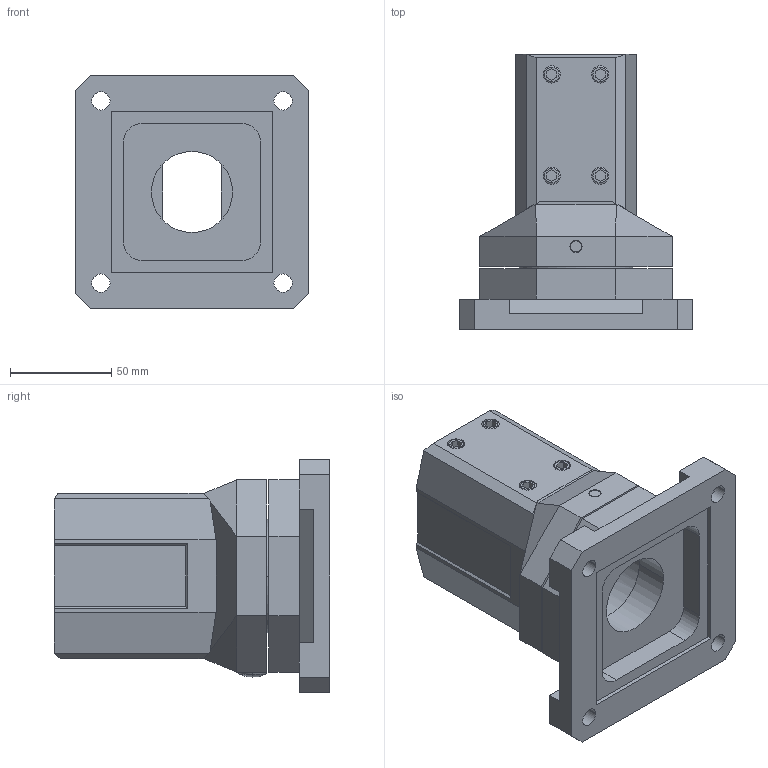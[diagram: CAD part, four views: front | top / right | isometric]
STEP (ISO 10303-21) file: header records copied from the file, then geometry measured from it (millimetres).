
FILE_DESCRIPTION((''),'2;1');
FILE_NAME('STANDFUSS_DREHBAR_CS-2000-SL_ASM','2010-07-27T',('M.Fehring'),(''),'PRO/ENGINEER BY PARAMETRIC TECHNOLOGY CORPORATION, 2005070','PRO/ENGINEER BY PARAMETRIC TECHNOLOGY CORPORATION, 2005070','');
FILE_SCHEMA(('AUTOMOTIVE_DESIGN_CC2 { 1 2 10303 214 -1 1 5 2 }'));
Length unit declared in the file: millimetre
Products named in the file (7): AUFSATZG_UNTERTEIL_CS-2000-SL; STANDFUSS-OBERTEIL_CS-2000-SL; GEWINDESTIFTM10X12; LAGER; STOPFEN; ABDECKKAPPE_; STANDFUSS_DREHBAR_CS-2000-SL_ASM
Assembly tree (13 placements, depth 2):
  STANDFUSS_DREHBAR_CS-2000-SL_ASM
    AUFSATZG_UNTERTEIL_CS-2000-SL
    STANDFUSS-OBERTEIL_CS-2000-SL
    GEWINDESTIFTM10X12  x8
    LAGER
    STOPFEN
    ABDECKKAPPE_
Bounding box: 115 x 136 x 115 mm (x, y, z)
Volume: 484052.6 mm3; surface area: 110164 mm2
Topology: 13 solids, 13 shells, 448 faces, 1066 edges, 663 vertices
Faces by surface type: plane 220, cylinder 104, cone 54, bspline 42, torus 16, sphere 12
Entity records: 15057 total; most frequent: CARTESIAN_POINT 4354, ORIENTED_EDGE 1680, DIRECTION 1662, EDGE_CURVE 840, PRESENTATION_STYLE_ASSIGNMENT 813, STYLED_ITEM 813, CURVE_STYLE 808, AXIS2_PLACEMENT_3D 599
